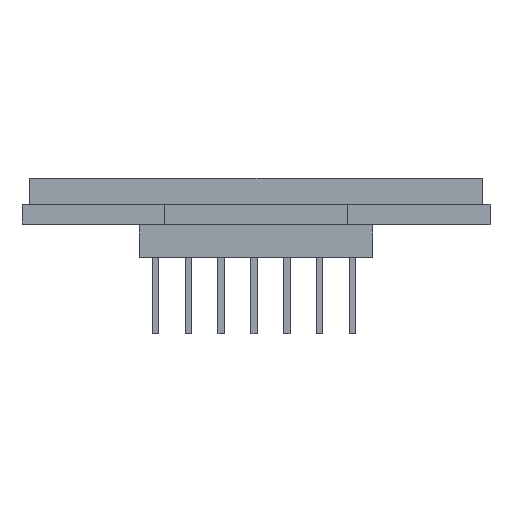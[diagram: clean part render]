
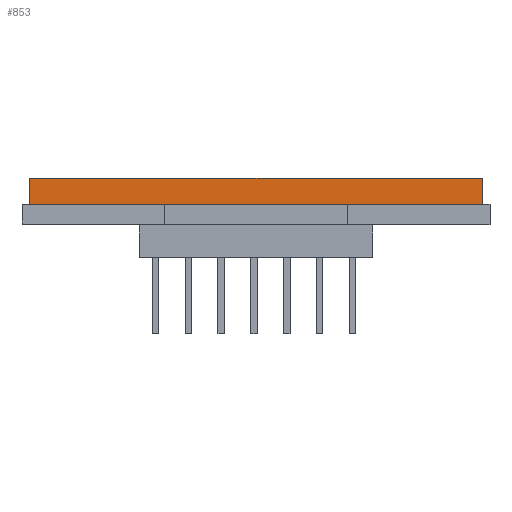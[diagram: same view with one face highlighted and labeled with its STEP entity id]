
A CAD part, top view. The second image highlights one B-rep face of the part: STEP entity #853.
In plain terms, the highlighted planar face has unit normal (0, 0, 1).
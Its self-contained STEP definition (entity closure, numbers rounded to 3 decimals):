
#79 = DIRECTION ( 'NONE',  ( 1., 0., 0. ) ) ;
#191 = DIRECTION ( 'NONE',  ( 1., 0., 0. ) ) ;
#323 = AXIS2_PLACEMENT_3D ( 'NONE', #1795, #1534, #628 ) ;
#378 = ORIENTED_EDGE ( 'NONE', *, *, #1593, .T. ) ;
#581 = VERTEX_POINT ( 'NONE', #1185 ) ;
#628 = DIRECTION ( 'NONE',  ( -1., 0., 0. ) ) ;
#853 = ADVANCED_FACE ( 'NONE', ( #2934 ), #1851, .F. ) ;
#916 = LINE ( 'NONE', #3720, #5079 ) ;
#1185 = CARTESIAN_POINT ( 'NONE',  ( 17.25, 1.5, 11.5 ) ) ;
#1387 = CARTESIAN_POINT ( 'NONE',  ( -17.25, 1.5, 11.5 ) ) ;
#1409 = VERTEX_POINT ( 'NONE', #3928 ) ;
#1443 = ORIENTED_EDGE ( 'NONE', *, *, #4679, .F. ) ;
#1456 = EDGE_CURVE ( 'NONE', #2133, #4785, #2614, .T. ) ;
#1534 = DIRECTION ( 'NONE',  ( 0., 0., -1. ) ) ;
#1593 = EDGE_CURVE ( 'NONE', #4785, #581, #2747, .T. ) ;
#1609 = CARTESIAN_POINT ( 'NONE',  ( -17.25, 3.5, 11.5 ) ) ;
#1795 = CARTESIAN_POINT ( 'NONE',  ( -17.25, 3.5, 11.5 ) ) ;
#1851 = PLANE ( 'NONE',  #323 ) ;
#1863 = LINE ( 'NONE', #4595, #4952 ) ;
#2133 = VERTEX_POINT ( 'NONE', #1609 ) ;
#2479 = CARTESIAN_POINT ( 'NONE',  ( -17.25, 1.5, 11.5 ) ) ;
#2484 = VECTOR ( 'NONE', #3676, 1000. ) ;
#2501 = ORIENTED_EDGE ( 'NONE', *, *, #4123, .F. ) ;
#2614 = LINE ( 'NONE', #3648, #2484 ) ;
#2747 = LINE ( 'NONE', #2479, #4771 ) ;
#2934 = FACE_OUTER_BOUND ( 'NONE', #3172, .T. ) ;
#3172 = EDGE_LOOP ( 'NONE', ( #378, #1443, #2501, #3578 ) ) ;
#3578 = ORIENTED_EDGE ( 'NONE', *, *, #1456, .T. ) ;
#3648 = CARTESIAN_POINT ( 'NONE',  ( -17.25, 3.5, 11.5 ) ) ;
#3676 = DIRECTION ( 'NONE',  ( 0., -1., 0. ) ) ;
#3720 = CARTESIAN_POINT ( 'NONE',  ( 17.25, 3.5, 11.5 ) ) ;
#3928 = CARTESIAN_POINT ( 'NONE',  ( 17.25, 3.5, 11.5 ) ) ;
#4120 = DIRECTION ( 'NONE',  ( 0., -1., 0. ) ) ;
#4123 = EDGE_CURVE ( 'NONE', #2133, #1409, #1863, .T. ) ;
#4595 = CARTESIAN_POINT ( 'NONE',  ( -17.25, 3.5, 11.5 ) ) ;
#4679 = EDGE_CURVE ( 'NONE', #1409, #581, #916, .T. ) ;
#4771 = VECTOR ( 'NONE', #79, 1000. ) ;
#4785 = VERTEX_POINT ( 'NONE', #1387 ) ;
#4952 = VECTOR ( 'NONE', #191, 1000. ) ;
#5079 = VECTOR ( 'NONE', #4120, 1000. ) ;
